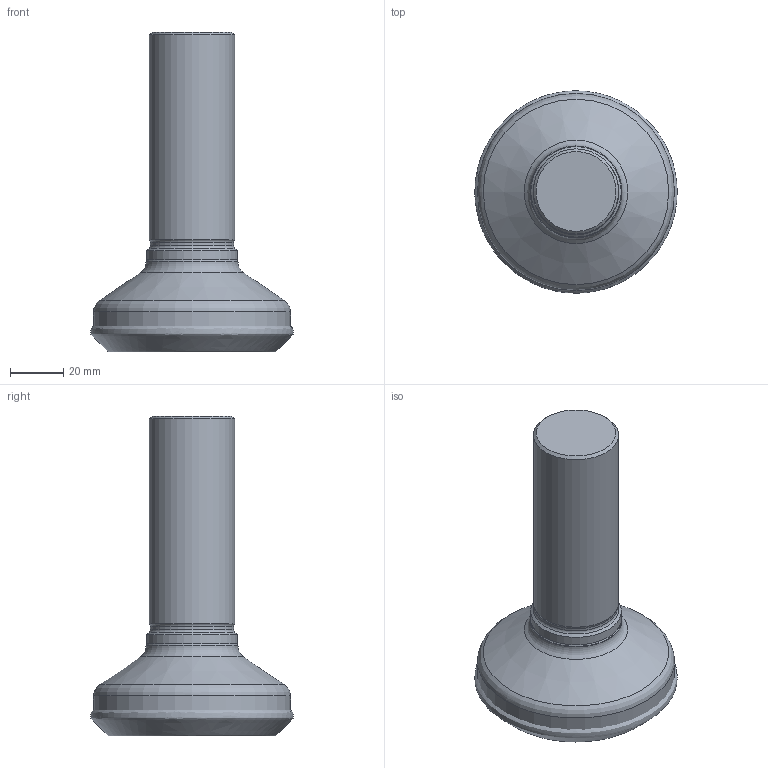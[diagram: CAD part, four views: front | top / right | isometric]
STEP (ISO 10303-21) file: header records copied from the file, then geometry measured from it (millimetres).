
FILE_DESCRIPTION(/* description */ (''),/* implementation_level */ '2;1');
FILE_NAME(/* name */ 'toolassembly_1.stp',/* time_stamp */ '2019-05-02T16:37:11+02:00',/* author */ (''),/* organization */ ('SMS'),/* preprocessor_version */ 'ST-DEVELOPER v15',/* originating_system */ 'SIEMENS PLM Software NX 8.5',/* authorisation */ '');
FILE_SCHEMA (('AUTOMOTIVE_DESIGN { 1 0 10303 214 3 1 1 1 }'));
Length unit declared in the file: millimetre
Products named in the file (4): CUT_20190502163541; NOCUT_20190502163516; ASSEMBLY_CONSTRUCTION; TOOLASSEMBLY_1
Assembly tree (3 placements, depth 2):
  TOOLASSEMBLY_1
    ASSEMBLY_CONSTRUCTION
    NOCUT_20190502163516
    CUT_20190502163541
Bounding box: 75.97 x 75.97 x 120.01 mm (x, y, z)
Volume: 190053.7 mm3; surface area: 30216.7 mm2
Topology: 2 solids, 2 shells, 28 faces, 63 edges, 48 vertices
Faces by surface type: torus 11, cone 8, cylinder 5, plane 3, bspline 1
Full cylindrical faces by diameter (mm): 31.3 x1, 31.98 x1, 34 x1, 34.5 x1, 74 x1
Entity records: 8109 total; most frequent: CARTESIAN_POINT 7437, DIRECTION 132, AXIS2_PLACEMENT_3D 66, EDGE_LOOP 52, ORIENTED_EDGE 52, FACE_BOUND 51, ADVANCED_FACE 28, VERTEX_POINT 27
